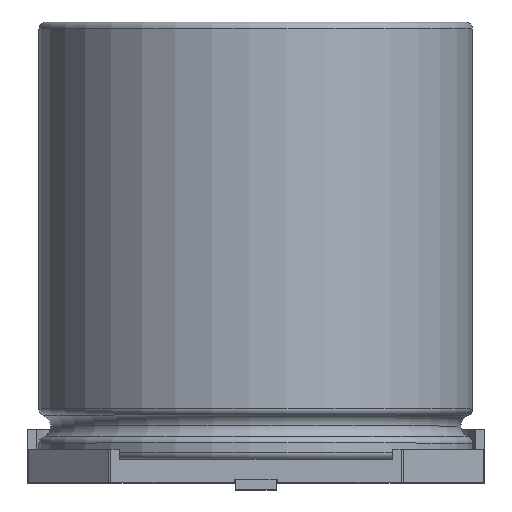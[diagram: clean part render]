
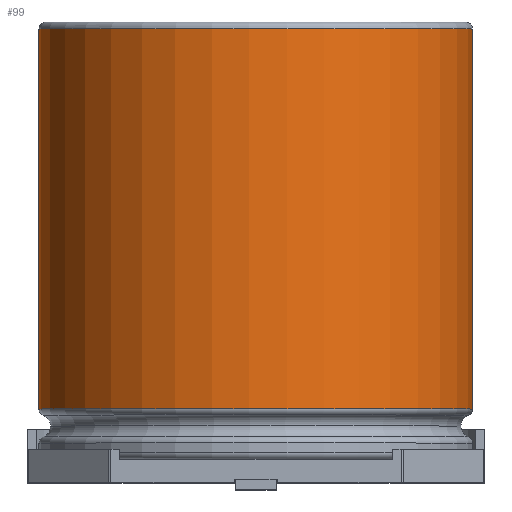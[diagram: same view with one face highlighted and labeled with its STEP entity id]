
A CAD part, top view. The second image highlights one B-rep face of the part: STEP entity #99.
In plain terms, the highlighted cylindrical face has radius 6.5 mm (diameter 13 mm), a partial arc.
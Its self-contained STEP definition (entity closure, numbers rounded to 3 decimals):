
#56 = CARTESIAN_POINT ( 'NONE',  ( -6.505, 6.5, -0.179 ) ) ;
#99 = ADVANCED_FACE ( 'NONE', ( #2821 ), #131, .T. ) ;
#131 = CYLINDRICAL_SURFACE ( 'NONE', #824, 6.5 ) ;
#190 = DIRECTION ( 'NONE',  ( 1., 0., 0.03 ) ) ;
#210 = VERTEX_POINT ( 'NONE', #3809 ) ;
#275 = ORIENTED_EDGE ( 'NONE', *, *, #665, .T. ) ;
#530 = CARTESIAN_POINT ( 'NONE',  ( -0.008, 6.5, 0.015 ) ) ;
#665 = EDGE_CURVE ( 'NONE', #768, #978, #1941, .T. ) ;
#671 = CARTESIAN_POINT ( 'NONE',  ( -0.008, 13.6, 0.015 ) ) ;
#768 = VERTEX_POINT ( 'NONE', #1845 ) ;
#824 = AXIS2_PLACEMENT_3D ( 'NONE', #530, #1416, #2608 ) ;
#878 = CIRCLE ( 'NONE', #3377, 6.5 ) ;
#965 = DIRECTION ( 'NONE',  ( 1., 0., 0.03 ) ) ;
#978 = VERTEX_POINT ( 'NONE', #1275 ) ;
#1275 = CARTESIAN_POINT ( 'NONE',  ( 6.489, 2.212, 0.209 ) ) ;
#1416 = DIRECTION ( 'NONE',  ( 0., 1., 0. ) ) ;
#1465 = ORIENTED_EDGE ( 'NONE', *, *, #2137, .F. ) ;
#1477 = CARTESIAN_POINT ( 'NONE',  ( 6.489, 13.6, 0.209 ) ) ;
#1507 = LINE ( 'NONE', #56, #2287 ) ;
#1842 = DIRECTION ( 'NONE',  ( 0., 1., 0. ) ) ;
#1845 = CARTESIAN_POINT ( 'NONE',  ( -6.505, 2.212, -0.179 ) ) ;
#1940 = AXIS2_PLACEMENT_3D ( 'NONE', #3719, #1977, #190 ) ;
#1941 = CIRCLE ( 'NONE', #1940, 6.5 ) ;
#1977 = DIRECTION ( 'NONE',  ( 0., 1., 0. ) ) ;
#2023 = CARTESIAN_POINT ( 'NONE',  ( 6.489, 6.5, 0.209 ) ) ;
#2137 = EDGE_CURVE ( 'NONE', #210, #2250, #878, .T. ) ;
#2156 = LINE ( 'NONE', #2023, #2911 ) ;
#2250 = VERTEX_POINT ( 'NONE', #1477 ) ;
#2287 = VECTOR ( 'NONE', #1842, 1000. ) ;
#2605 = DIRECTION ( 'NONE',  ( 0., 1., 0. ) ) ;
#2608 = DIRECTION ( 'NONE',  ( 1., 0., 0.03 ) ) ;
#2741 = DIRECTION ( 'NONE',  ( 0., 1., 0. ) ) ;
#2753 = EDGE_CURVE ( 'NONE', #768, #210, #1507, .T. ) ;
#2821 = FACE_OUTER_BOUND ( 'NONE', #3748, .T. ) ;
#2880 = ORIENTED_EDGE ( 'NONE', *, *, #2753, .F. ) ;
#2911 = VECTOR ( 'NONE', #2605, 1000. ) ;
#3251 = EDGE_CURVE ( 'NONE', #978, #2250, #2156, .T. ) ;
#3377 = AXIS2_PLACEMENT_3D ( 'NONE', #671, #2741, #965 ) ;
#3471 = ORIENTED_EDGE ( 'NONE', *, *, #3251, .T. ) ;
#3719 = CARTESIAN_POINT ( 'NONE',  ( -0.008, 2.212, 0.015 ) ) ;
#3748 = EDGE_LOOP ( 'NONE', ( #2880, #275, #3471, #1465 ) ) ;
#3809 = CARTESIAN_POINT ( 'NONE',  ( -6.505, 13.6, -0.179 ) ) ;
